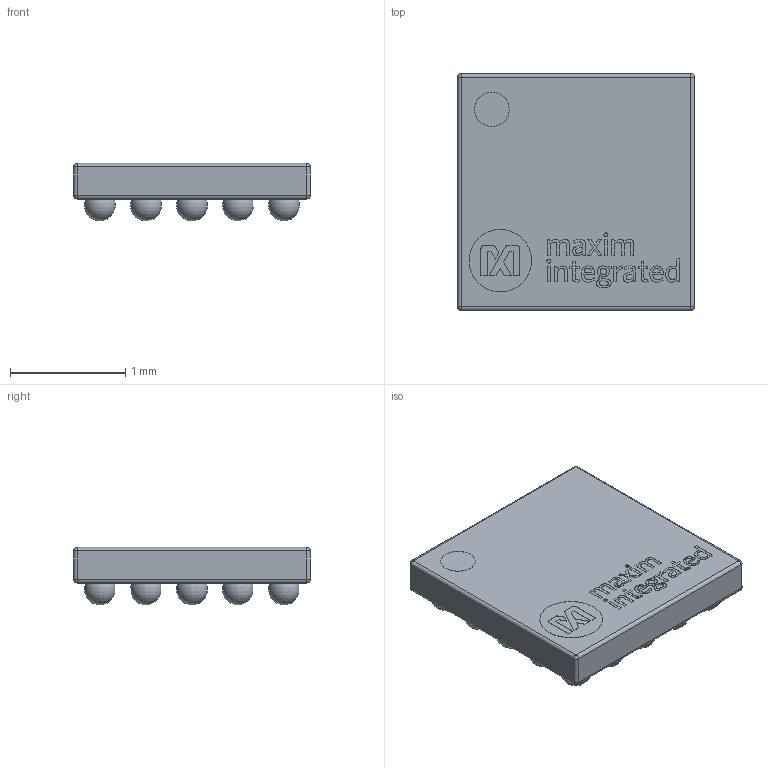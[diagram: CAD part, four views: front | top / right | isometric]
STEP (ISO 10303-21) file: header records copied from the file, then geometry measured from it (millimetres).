
FILE_DESCRIPTION(/* description */ (''),/* implementation_level */ '2;1');
FILE_NAME(/* name */ '1.stp',/* time_stamp */ '2021-12-02T17:02:20+02:00',/* author */ ('khaled'),/* organization */ (''),/* preprocessor_version */ 'ST-DEVELOPER v17',/* originating_system */ 'Autodesk Inventor 2019',/* authorisation */ '');
FILE_SCHEMA (('AUTOMOTIVE_DESIGN { 1 0 10303 214 3 1 1 }'));
Length unit declared in the file: millimetre
Products named in the file (5): 1; 1_1; 3; Circle; Maxim Integrated
Assembly tree (4 placements, depth 2):
  1
    1_1
    3
    Circle
    Maxim Integrated
Bounding box: 2.06 x 2.06 x 0.5 mm (x, y, z)
Volume: 1.6 mm3; surface area: 17.3 mm2
Topology: 45 solids, 45 shells, 334 faces, 858 edges, 564 vertices
Faces by surface type: plane 175, bspline 112, sphere 33, cylinder 14
Full cylindrical faces by diameter (mm): 0.3 x1
Entity records: 10596 total; most frequent: CARTESIAN_POINT 3136, ORIENTED_EDGE 1616, DIRECTION 1142, EDGE_CURVE 808, VERTEX_POINT 564, LINE 530, VECTOR 530, EDGE_LOOP 352
